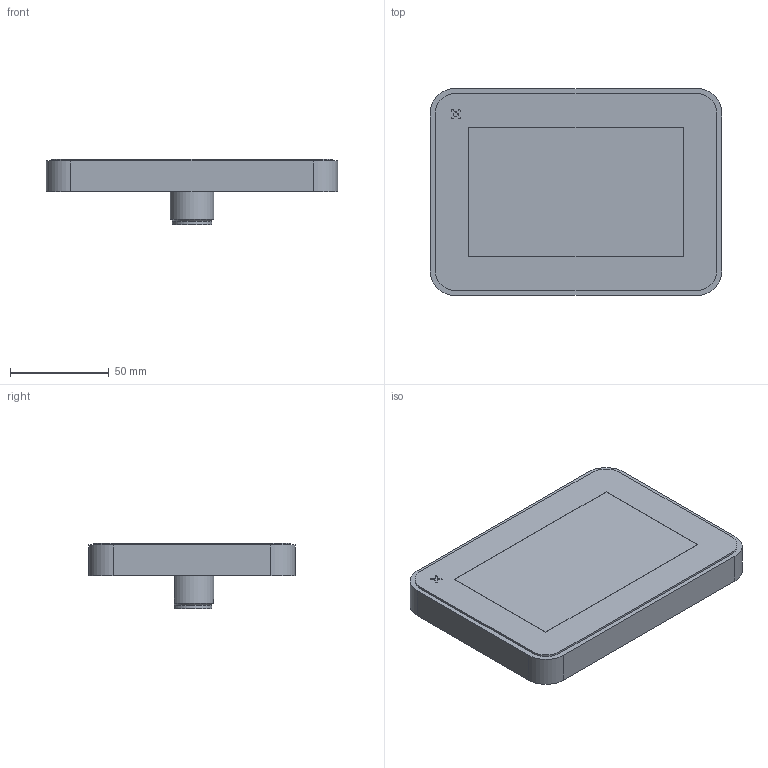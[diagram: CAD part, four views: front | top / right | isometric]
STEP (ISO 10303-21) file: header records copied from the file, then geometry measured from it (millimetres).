
FILE_DESCRIPTION(/* description */ ('STEP AP214'),/* implementation_level */ '2;1');
FILE_NAME(/* name */ '8155219_CDPX-X-E2-W-5-EX2',/* time_stamp */ '2024-08-05T17:20:06+02:00',/* author */ ('License CC BY-ND 4.0'),/* organization */ ('CADENAS'),/* preprocessor_version */ 'ST-DEVELOPER v19.3',/* originating_system */ 'PARTsolutions',/* authorisation */ ' ');
FILE_SCHEMA (('AUTOMOTIVE_DESIGN {1 0 10303 214 3 1 1}'));
Length unit declared in the file: millimetre
Products named in the file (1): 8155219 CDPX-X-E2-W-5-EX2---(high)
Bounding box: 148 x 105 x 33.5 mm (x, y, z)
Volume: 256645.7 mm3; surface area: 40730.1 mm2
Topology: 1 solids, 1 shells, 112 faces, 292 edges, 194 vertices
Faces by surface type: plane 79, cylinder 28, cone 5
Full cylindrical faces by diameter (mm): 4.134 x2
Entity records: 4170 total; most frequent: CARTESIAN_POINT 593, ORIENTED_EDGE 564, DIRECTION 564, EDGE_CURVE 282, LINE 222, VECTOR 222, VERTEX_POINT 192, AXIS2_PLACEMENT_3D 171
